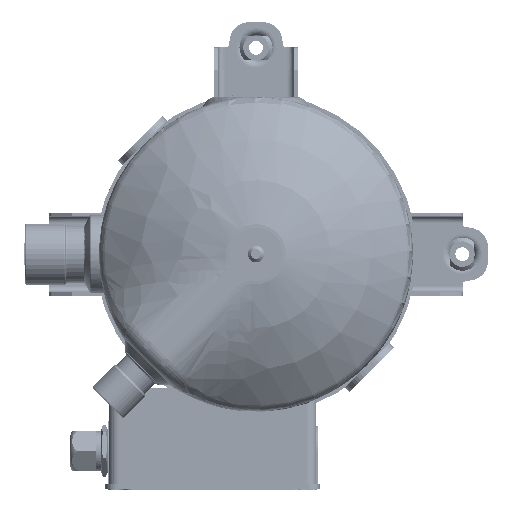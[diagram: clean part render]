
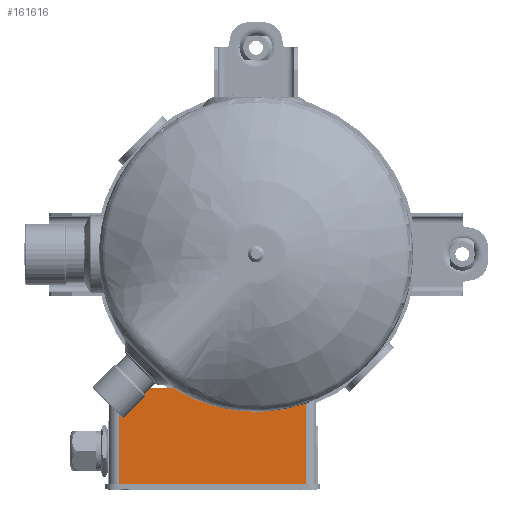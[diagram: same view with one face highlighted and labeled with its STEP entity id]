
A CAD part, front view. The second image highlights one B-rep face of the part: STEP entity #161616.
In plain terms, the highlighted planar face has unit normal (0, -1, 0).
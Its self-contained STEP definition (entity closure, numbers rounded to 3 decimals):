
#150682=CARTESIAN_POINT('',(-109.,78.,-106.5));
#150683=VERTEX_POINT('',#150682);
#150691=CARTESIAN_POINT('',(-65.962,78.,-106.5));
#150692=VERTEX_POINT('',#150691);
#150693=CARTESIAN_POINT('',(-65.962,78.,-106.5));
#150694=DIRECTION('',(-1.,-0.,-0.));
#150695=VECTOR('',#150694,43.038);
#150696=LINE('',#150693,#150695);
#150697=EDGE_CURVE('',#150692,#150683,#150696,.T.);
#157347=CARTESIAN_POINT('',(40.,78.,-118.871));
#157348=VERTEX_POINT('',#157347);
#157349=CARTESIAN_POINT('',(0.,78.,-1.5));
#157350=DIRECTION('',(0.,1.,0.));
#157351=DIRECTION('',(-1.,0.,0.));
#157352=AXIS2_PLACEMENT_3D('',#157349,#157350,#157351);
#157353=CIRCLE('',#157352,124.);
#157354=EDGE_CURVE('',#157348,#150692,#157353,.T.);
#157875=CARTESIAN_POINT('',(40.,78.,-182.5));
#157876=VERTEX_POINT('',#157875);
#157884=CARTESIAN_POINT('',(-109.,78.,-182.5));
#157885=VERTEX_POINT('',#157884);
#157886=CARTESIAN_POINT('',(40.,78.,-182.5));
#157887=DIRECTION('',(-1.,-0.,-0.));
#157888=VECTOR('',#157887,149.);
#157889=LINE('',#157886,#157888);
#157890=EDGE_CURVE('',#157876,#157885,#157889,.T.);
#161589=CARTESIAN_POINT('',(40.,78.,-182.5));
#161590=DIRECTION('',(-0.,-0.,1.));
#161591=VECTOR('',#161590,63.629);
#161592=LINE('',#161589,#161591);
#161593=EDGE_CURVE('',#157876,#157348,#161592,.T.);
#161599=CARTESIAN_POINT('',(48.,78.,-106.5));
#161600=DIRECTION('',(0.,-1.,0.));
#161601=DIRECTION('',(-1.,0.,0.));
#161602=AXIS2_PLACEMENT_3D('',#161599,#161600,#161601);
#161603=PLANE('',#161602);
#161604=ORIENTED_EDGE('',*,*,#161593,.T.);
#161605=ORIENTED_EDGE('',*,*,#157354,.T.);
#161606=ORIENTED_EDGE('',*,*,#150697,.T.);
#161607=CARTESIAN_POINT('',(-109.,78.,-182.5));
#161608=DIRECTION('',(-0.,-0.,1.));
#161609=VECTOR('',#161608,76.);
#161610=LINE('',#161607,#161609);
#161611=EDGE_CURVE('',#157885,#150683,#161610,.T.);
#161612=ORIENTED_EDGE('',*,*,#161611,.F.);
#161613=ORIENTED_EDGE('',*,*,#157890,.F.);
#161614=EDGE_LOOP('',(#161604,#161605,#161606,#161612,#161613));
#161615=FACE_BOUND('',#161614,.T.);
#161616=ADVANCED_FACE('',(#161615),#161603,.T.);
